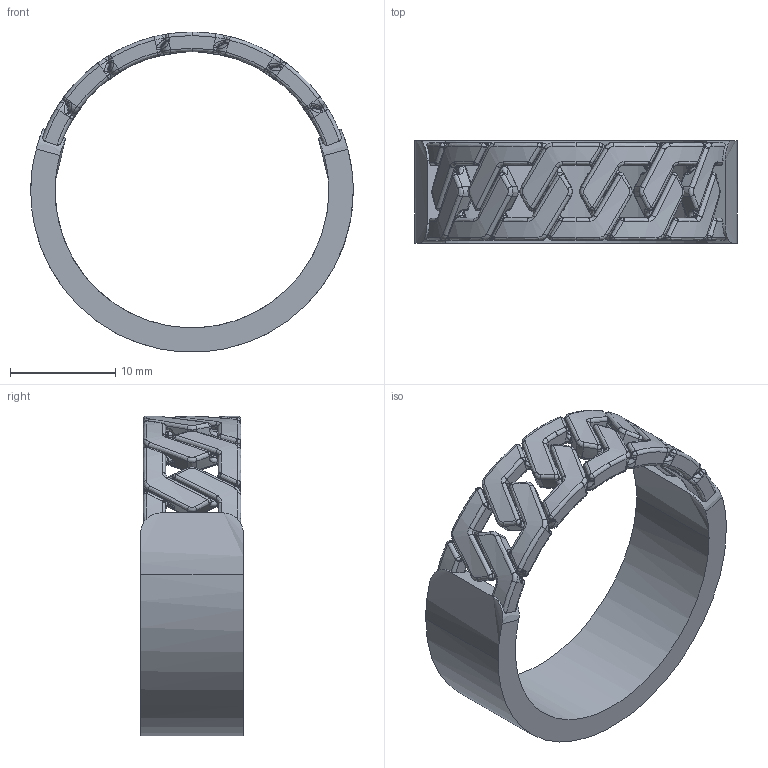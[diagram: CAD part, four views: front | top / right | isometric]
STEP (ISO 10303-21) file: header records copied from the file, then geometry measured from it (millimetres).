
FILE_DESCRIPTION(('FreeCAD Model'),'2;1');
FILE_NAME('Open CASCADE Shape Model','2025-05-04T09:08:56',('FreeCAD'),( 'FreeCAD'),'Open CASCADE STEP processor 7.6','FreeCAD','Unknown');
FILE_SCHEMA(('AUTOMOTIVE_DESIGN { 1 0 10303 214 1 1 1 1 }'));
Products named in the file (1): Open CASCADE STEP translator 7.6 1
Bounding box: 30.64 x 9.73 x 30.38 mm (x, y, z)
Volume: 1670 mm3; surface area: 2380.7 mm2
Topology: 6 solids, 6 shells, 994 faces, 2410 edges, 1355 vertices
Faces by surface type: bspline 994
Entity records: 108305 total; most frequent: CARTESIAN_POINT 94151, ORIENTED_EDGE 4702, EDGE_CURVE 2351, B_SPLINE_CURVE_WITH_KNOTS 2109, VERTEX_POINT 1355, ADVANCED_FACE 994, FACE_BOUND 994, EDGE_LOOP 994
